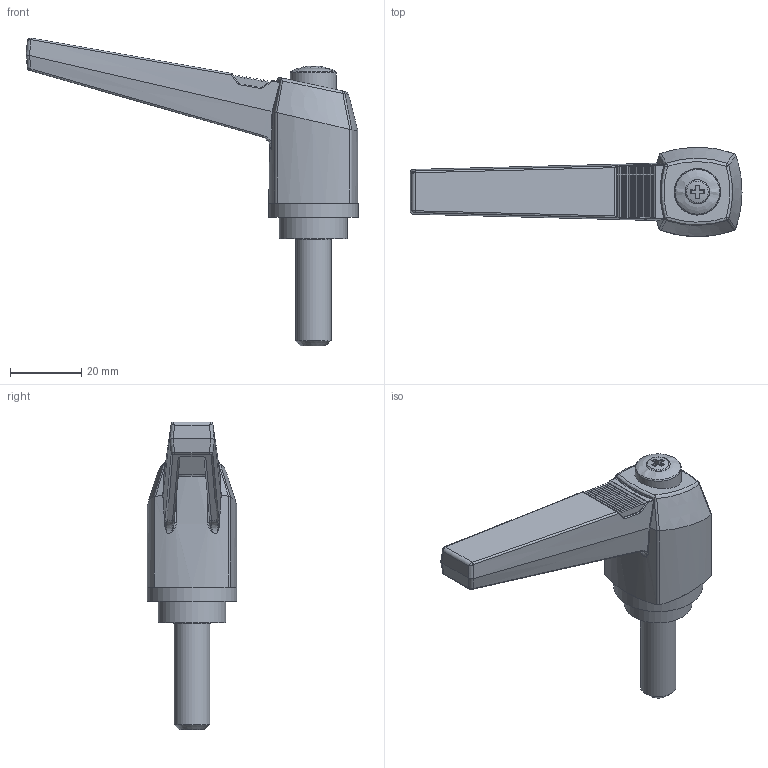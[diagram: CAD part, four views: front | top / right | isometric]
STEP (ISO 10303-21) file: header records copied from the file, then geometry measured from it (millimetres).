
FILE_DESCRIPTION( ( 'Unknown' ), '1' );
FILE_NAME( '6357670_KRP80_M10x30.stp', 'Unknown', ( 'Unknown' ), ( 'Unknown' ), 'PSStep 11.0', 'Unknown', ' ' );
FILE_SCHEMA( ( 'AUTOMOTIVE_DESIGN { 1 0 10303 214 1 1 1 1 }' ) );
Length unit declared in the file: millimetre
Products named in the file (1): 1840030
Bounding box: 92.99 x 25 x 86.22 mm (x, y, z)
Volume: 30252.1 mm3; surface area: 11284.3 mm2
Topology: 1 solids, 5 shells, 222 faces, 565 edges, 347 vertices
Faces by surface type: bspline 87, plane 66, cylinder 56, sphere 6, torus 5, cone 2
Full cylindrical faces by diameter (mm): 2.5 x1, 3.5 x1, 4 x1, 6.8 x1, 8 x1, 10 x2, 10.5 x1, 12.9 x1, 13 x1, 18 x1, 18.5 x1, 19 x1, 25 x1
Entity records: 14783 total; most frequent: CARTESIAN_POINT 8515, ORIENTED_EDGE 1034, DIRECTION 734, EDGE_CURVE 517, VERTEX_POINT 335, AXIS2_PLACEMENT_3D 290, EDGE_LOOP 257, FACE_OUTER_BOUND 243
